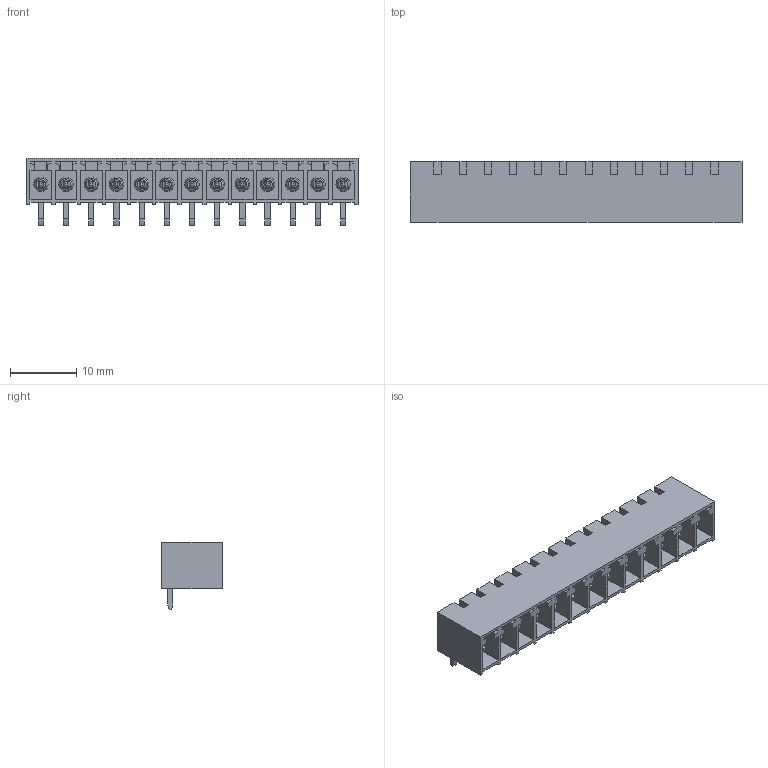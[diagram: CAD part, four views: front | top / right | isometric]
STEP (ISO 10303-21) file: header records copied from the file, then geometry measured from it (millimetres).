
FILE_DESCRIPTION(('CATIA V5 STEP Exchange','CAx-IF Rec.Pracs.--- Model Styling and Organization---1.2---2011-12-15'),'2;1');
FILE_NAME ('D1457642_0_1862740000_1862740000.stp','2018-10-11T06:22:49+00:00',('none'),('Weidmueller'),'CATIA Version 5-6 Release 2014','CATIA V5 STEP AP214','none');
FILE_SCHEMA(('AUTOMOTIVE_DESIGN { 1 0 10303 214 1 1 1 1 }'));
Length unit declared in the file: millimetre
Products named in the file (1): 1862740000
Bounding box: 50.22 x 9.2 x 10.27 mm (x, y, z)
Volume: 1261.5 mm3; surface area: 4773.3 mm2
Topology: 14 solids, 14 shells, 953 faces, 2732 edges, 1846 vertices
Faces by surface type: plane 721, cylinder 180, torus 26, cone 26
Entity records: 28248 total; most frequent: ORIENTED_EDGE 5464, CARTESIAN_POINT 5198, DIRECTION 3606, EDGE_CURVE 2732, VECTOR 2268, LINE 2268, VERTEX_POINT 1846, EDGE_LOOP 1018
